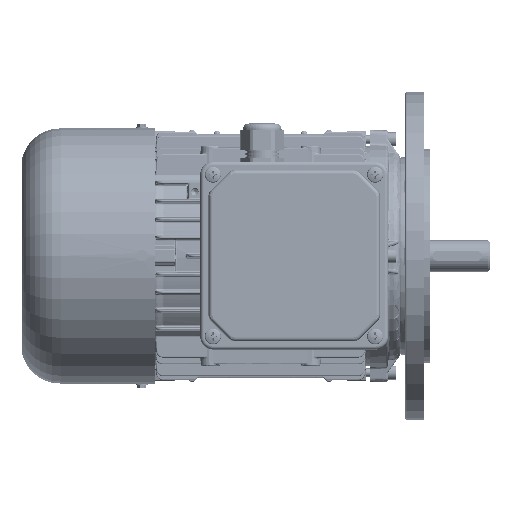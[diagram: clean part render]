
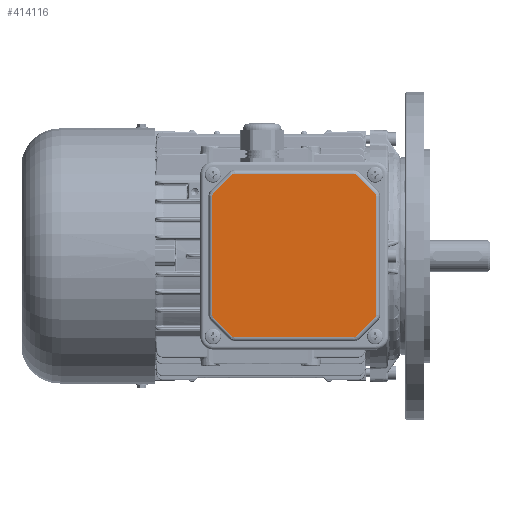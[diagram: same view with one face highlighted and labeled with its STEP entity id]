
A CAD part, top view. The second image highlights one B-rep face of the part: STEP entity #414116.
In plain terms, the highlighted planar face has unit normal (0, 0, 1).
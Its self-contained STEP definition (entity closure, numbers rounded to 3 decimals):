
#413879=CARTESIAN_POINT('',(19.191,8.233,15.));
#413880=VERTEX_POINT('',#413879);
#413881=CARTESIAN_POINT('',(8.233,19.191,15.));
#413882=VERTEX_POINT('',#413881);
#413883=CARTESIAN_POINT('',(19.191,8.233,15.));
#413884=DIRECTION('',(-0.707,0.707,0.0));
#413885=VECTOR('',#413884,15.497);
#413886=LINE('',#413883,#413885);
#413887=EDGE_CURVE('',#413880,#413882,#413886,.T.);
#413921=CARTESIAN_POINT('',(106.267,19.191,15.));
#413922=VERTEX_POINT('',#413921);
#413923=CARTESIAN_POINT('',(95.309,8.233,15.));
#413924=VERTEX_POINT('',#413923);
#413925=CARTESIAN_POINT('',(106.267,19.191,15.));
#413926=DIRECTION('',(-0.707,-0.707,0.0));
#413927=VECTOR('',#413926,15.497);
#413928=LINE('',#413925,#413927);
#413929=EDGE_CURVE('',#413922,#413924,#413928,.T.);
#413963=CARTESIAN_POINT('',(8.233,95.309,15.));
#413964=VERTEX_POINT('',#413963);
#413965=CARTESIAN_POINT('',(19.191,106.267,15.));
#413966=VERTEX_POINT('',#413965);
#413967=CARTESIAN_POINT('',(8.233,95.309,15.));
#413968=DIRECTION('',(0.707,0.707,0.0));
#413969=VECTOR('',#413968,15.497);
#413970=LINE('',#413967,#413969);
#413971=EDGE_CURVE('',#413964,#413966,#413970,.T.);
#414000=CARTESIAN_POINT('',(57.25,57.25,15.));
#414001=DIRECTION('',(0.0,0.0,1.0));
#414002=DIRECTION('',(1.0,0.0,0.0));
#414003=AXIS2_PLACEMENT_3D('',#414000,#414001,#414002);
#414004=PLANE('',#414003);
#414005=ORIENTED_EDGE('',*,*,#413971,.F.);
#414006=CARTESIAN_POINT('',(7.428,93.365,15.));
#414007=VERTEX_POINT('',#414006);
#414008=CARTESIAN_POINT('',(10.178,93.365,15.));
#414009=DIRECTION('',(0.,0.,-1.0));
#414010=DIRECTION('',(-0.924,0.383,0.));
#414011=AXIS2_PLACEMENT_3D('',#414008,#414009,#414010);
#414012=ELLIPSE('',#414011,2.751,2.75);
#414013=EDGE_CURVE('',#414007,#413964,#414012,.T.);
#414014=ORIENTED_EDGE('',*,*,#414013,.F.);
#414015=CARTESIAN_POINT('',(7.428,21.135,15.));
#414016=VERTEX_POINT('',#414015);
#414017=CARTESIAN_POINT('',(7.428,21.135,15.));
#414018=DIRECTION('',(0.0,1.0,0.0));
#414019=VECTOR('',#414018,72.231);
#414020=LINE('',#414017,#414019);
#414021=EDGE_CURVE('',#414016,#414007,#414020,.T.);
#414022=ORIENTED_EDGE('',*,*,#414021,.F.);
#414023=CARTESIAN_POINT('',(10.178,21.135,15.));
#414024=DIRECTION('',(0.,0.,-1.));
#414025=DIRECTION('',(-0.924,-0.383,0.));
#414026=AXIS2_PLACEMENT_3D('',#414023,#414024,#414025);
#414027=ELLIPSE('',#414026,2.751,2.75);
#414028=EDGE_CURVE('',#413882,#414016,#414027,.T.);
#414029=ORIENTED_EDGE('',*,*,#414028,.F.);
#414030=ORIENTED_EDGE('',*,*,#413887,.F.);
#414031=CARTESIAN_POINT('',(21.135,7.428,15.));
#414032=VERTEX_POINT('',#414031);
#414033=CARTESIAN_POINT('',(21.135,10.178,15.));
#414034=DIRECTION('',(0.,0.,-1.));
#414035=DIRECTION('',(-0.383,-0.924,0.));
#414036=AXIS2_PLACEMENT_3D('',#414033,#414034,#414035);
#414037=ELLIPSE('',#414036,2.751,2.75);
#414038=EDGE_CURVE('',#414032,#413880,#414037,.T.);
#414039=ORIENTED_EDGE('',*,*,#414038,.F.);
#414040=CARTESIAN_POINT('',(93.365,7.428,15.));
#414041=VERTEX_POINT('',#414040);
#414042=CARTESIAN_POINT('',(93.365,7.428,15.));
#414043=DIRECTION('',(-1.0,0.0,0.0));
#414044=VECTOR('',#414043,72.231);
#414045=LINE('',#414042,#414044);
#414046=EDGE_CURVE('',#414041,#414032,#414045,.T.);
#414047=ORIENTED_EDGE('',*,*,#414046,.F.);
#414048=CARTESIAN_POINT('',(93.365,10.178,15.));
#414049=DIRECTION('',(0.,0.,-1.));
#414050=DIRECTION('',(0.383,-0.924,0.));
#414051=AXIS2_PLACEMENT_3D('',#414048,#414049,#414050);
#414052=ELLIPSE('',#414051,2.751,2.75);
#414053=EDGE_CURVE('',#413924,#414041,#414052,.T.);
#414054=ORIENTED_EDGE('',*,*,#414053,.F.);
#414055=ORIENTED_EDGE('',*,*,#413929,.F.);
#414056=CARTESIAN_POINT('',(107.072,21.135,15.));
#414057=VERTEX_POINT('',#414056);
#414058=CARTESIAN_POINT('',(104.322,21.135,15.));
#414059=DIRECTION('',(0.,0.,-1.));
#414060=DIRECTION('',(0.924,-0.383,0.));
#414061=AXIS2_PLACEMENT_3D('',#414058,#414059,#414060);
#414062=ELLIPSE('',#414061,2.751,2.75);
#414063=EDGE_CURVE('',#414057,#413922,#414062,.T.);
#414064=ORIENTED_EDGE('',*,*,#414063,.F.);
#414065=CARTESIAN_POINT('',(107.072,93.365,15.));
#414066=VERTEX_POINT('',#414065);
#414067=CARTESIAN_POINT('',(107.072,93.365,15.));
#414068=DIRECTION('',(0.0,-1.0,0.0));
#414069=VECTOR('',#414068,72.231);
#414070=LINE('',#414067,#414069);
#414071=EDGE_CURVE('',#414066,#414057,#414070,.T.);
#414072=ORIENTED_EDGE('',*,*,#414071,.F.);
#414073=CARTESIAN_POINT('',(106.267,95.309,15.));
#414074=VERTEX_POINT('',#414073);
#414075=CARTESIAN_POINT('',(104.322,93.365,15.));
#414076=DIRECTION('',(0.,0.,-1.));
#414077=DIRECTION('',(0.924,0.383,0.));
#414078=AXIS2_PLACEMENT_3D('',#414075,#414076,#414077);
#414079=ELLIPSE('',#414078,2.751,2.75);
#414080=EDGE_CURVE('',#414074,#414066,#414079,.T.);
#414081=ORIENTED_EDGE('',*,*,#414080,.F.);
#414082=CARTESIAN_POINT('',(95.309,106.267,15.));
#414083=VERTEX_POINT('',#414082);
#414084=CARTESIAN_POINT('',(95.309,106.267,15.));
#414085=DIRECTION('',(0.707,-0.707,0.0));
#414086=VECTOR('',#414085,15.497);
#414087=LINE('',#414084,#414086);
#414088=EDGE_CURVE('',#414083,#414074,#414087,.T.);
#414089=ORIENTED_EDGE('',*,*,#414088,.F.);
#414090=CARTESIAN_POINT('',(93.365,107.072,15.));
#414091=VERTEX_POINT('',#414090);
#414092=CARTESIAN_POINT('',(93.365,104.322,15.));
#414093=DIRECTION('',(0.,0.,-1.));
#414094=DIRECTION('',(0.383,0.924,0.));
#414095=AXIS2_PLACEMENT_3D('',#414092,#414093,#414094);
#414096=ELLIPSE('',#414095,2.751,2.75);
#414097=EDGE_CURVE('',#414091,#414083,#414096,.T.);
#414098=ORIENTED_EDGE('',*,*,#414097,.F.);
#414099=CARTESIAN_POINT('',(21.135,107.072,15.));
#414100=VERTEX_POINT('',#414099);
#414101=CARTESIAN_POINT('',(21.135,107.072,15.));
#414102=DIRECTION('',(1.0,0.0,0.0));
#414103=VECTOR('',#414102,72.231);
#414104=LINE('',#414101,#414103);
#414105=EDGE_CURVE('',#414100,#414091,#414104,.T.);
#414106=ORIENTED_EDGE('',*,*,#414105,.F.);
#414107=CARTESIAN_POINT('',(21.135,104.322,15.));
#414108=DIRECTION('',(0.,0.,-1.0));
#414109=DIRECTION('',(-0.383,0.924,0.));
#414110=AXIS2_PLACEMENT_3D('',#414107,#414108,#414109);
#414111=ELLIPSE('',#414110,2.751,2.75);
#414112=EDGE_CURVE('',#413966,#414100,#414111,.T.);
#414113=ORIENTED_EDGE('',*,*,#414112,.F.);
#414114=EDGE_LOOP('',(#414005,#414014,#414022,#414029,#414030,#414039,#414047,#414054,#414055,#414064,#414072,#414081,#414089,#414098,#414106,#414113));
#414115=FACE_OUTER_BOUND('',#414114,.T.);
#414116=ADVANCED_FACE('',(#414115),#414004,.T.);
